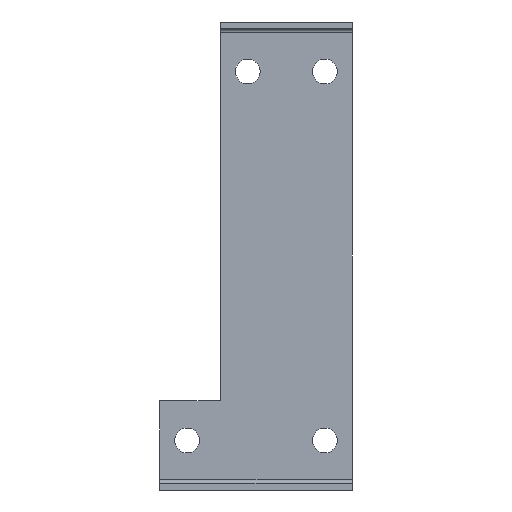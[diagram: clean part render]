
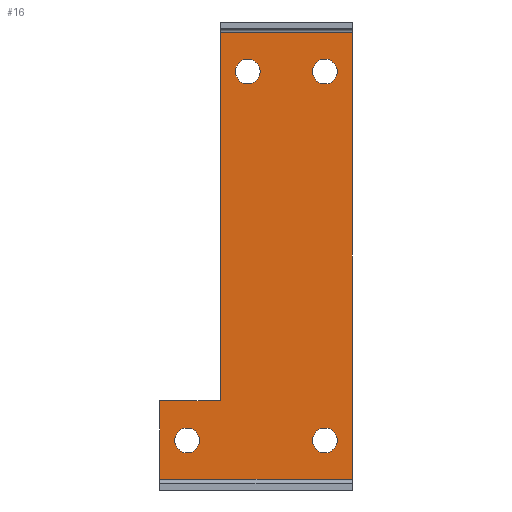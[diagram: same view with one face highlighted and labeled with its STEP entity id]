
A CAD part, front view. The second image highlights one B-rep face of the part: STEP entity #16.
In plain terms, the highlighted planar face has unit normal (0, -1, 0).
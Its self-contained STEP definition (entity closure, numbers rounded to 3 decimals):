
#11 = EDGE_CURVE ( 'NONE', #134, #1333, #32, .T. ) ;
#12 = FACE_OUTER_BOUND ( 'NONE', #898, .T. ) ;
#13 = VECTOR ( 'NONE', #289, 1000. ) ;
#16 = ADVANCED_FACE ( 'NONE', ( #931, #1311, #428, #57, #12 ), #1348, .T. ) ;
#17 = EDGE_CURVE ( 'NONE', #831, #1043, #1280, .T. ) ;
#18 = CARTESIAN_POINT ( 'NONE',  ( 0., 57.8, 0. ) ) ;
#21 = VERTEX_POINT ( 'NONE', #30 ) ;
#25 = DIRECTION ( 'NONE',  ( 0., 0., -1. ) ) ;
#30 = CARTESIAN_POINT ( 'NONE',  ( -2., 57.8, 10.05 ) ) ;
#32 = CIRCLE ( 'NONE', #1166, 2.25 ) ;
#37 = CARTESIAN_POINT ( 'NONE',  ( 4., 57.8, 15. ) ) ;
#45 = DIRECTION ( 'NONE',  ( 0., 0., -1. ) ) ;
#57 = FACE_BOUND ( 'NONE', #1396, .T. ) ;
#66 = ORIENTED_EDGE ( 'NONE', *, *, #69, .T. ) ;
#69 = EDGE_CURVE ( 'NONE', #1043, #831, #1193, .T. ) ;
#85 = CARTESIAN_POINT ( 'NONE',  ( -7., 57.8, 15. ) ) ;
#89 = LINE ( 'NONE', #862, #516 ) ;
#92 = AXIS2_PLACEMENT_3D ( 'NONE', #18, #1240, #1357 ) ;
#134 = VERTEX_POINT ( 'NONE', #1326 ) ;
#140 = CARTESIAN_POINT ( 'NONE',  ( 9., 57.8, 74.8 ) ) ;
#168 = CARTESIAN_POINT ( 'NONE',  ( 28., 57.8, 0. ) ) ;
#175 = EDGE_LOOP ( 'NONE', ( #477, #691 ) ) ;
#182 = DIRECTION ( 'NONE',  ( 1., 0., 0. ) ) ;
#201 = ORIENTED_EDGE ( 'NONE', *, *, #751, .F. ) ;
#225 = VERTEX_POINT ( 'NONE', #787 ) ;
#234 = VECTOR ( 'NONE', #696, 1000. ) ;
#240 = CARTESIAN_POINT ( 'NONE',  ( -2., 57.8, 5.55 ) ) ;
#258 = LINE ( 'NONE', #37, #13 ) ;
#263 = DIRECTION ( 'NONE',  ( 1., 0., 0. ) ) ;
#289 = DIRECTION ( 'NONE',  ( 0., 0., 1. ) ) ;
#300 = EDGE_LOOP ( 'NONE', ( #810, #916 ) ) ;
#302 = DIRECTION ( 'NONE',  ( 0., 0., 1. ) ) ;
#312 = CIRCLE ( 'NONE', #414, 2.25 ) ;
#380 = CIRCLE ( 'NONE', #438, 2.25 ) ;
#414 = AXIS2_PLACEMENT_3D ( 'NONE', #1243, #1131, #804 ) ;
#428 = FACE_BOUND ( 'NONE', #300, .T. ) ;
#438 = AXIS2_PLACEMENT_3D ( 'NONE', #1369, #791, #702 ) ;
#451 = VERTEX_POINT ( 'NONE', #1173 ) ;
#461 = CARTESIAN_POINT ( 'NONE',  ( 28., 57.8, 0.737 ) ) ;
#467 = CARTESIAN_POINT ( 'NONE',  ( 9., 57.8, 72.55 ) ) ;
#470 = DIRECTION ( 'NONE',  ( 0., 0., -1. ) ) ;
#474 = DIRECTION ( 'NONE',  ( 0., 1., 0. ) ) ;
#477 = ORIENTED_EDGE ( 'NONE', *, *, #720, .T. ) ;
#478 = CARTESIAN_POINT ( 'NONE',  ( 9., 57.8, 74.8 ) ) ;
#496 = DIRECTION ( 'NONE',  ( 0., 0., -1. ) ) ;
#503 = CARTESIAN_POINT ( 'NONE',  ( 9., 57.8, 77.05 ) ) ;
#516 = VECTOR ( 'NONE', #302, 1000. ) ;
#539 = LINE ( 'NONE', #168, #861 ) ;
#542 = VERTEX_POINT ( 'NONE', #85 ) ;
#549 = AXIS2_PLACEMENT_3D ( 'NONE', #1359, #695, #1355 ) ;
#551 = ORIENTED_EDGE ( 'NONE', *, *, #1194, .F. ) ;
#570 = VERTEX_POINT ( 'NONE', #1226 ) ;
#595 = CARTESIAN_POINT ( 'NONE',  ( -7., 57.8, 0.737 ) ) ;
#603 = VECTOR ( 'NONE', #263, 1000. ) ;
#607 = DIRECTION ( 'NONE',  ( 0., 1., 0. ) ) ;
#638 = VECTOR ( 'NONE', #182, 1000. ) ;
#669 = CARTESIAN_POINT ( 'NONE',  ( 23., 57.8, 74.8 ) ) ;
#691 = ORIENTED_EDGE ( 'NONE', *, *, #1102, .T. ) ;
#693 = DIRECTION ( 'NONE',  ( 0., 0., -1. ) ) ;
#695 = DIRECTION ( 'NONE',  ( 0., 1., 0. ) ) ;
#696 = DIRECTION ( 'NONE',  ( -1., 0., 0. ) ) ;
#698 = CARTESIAN_POINT ( 'NONE',  ( 4., 57.8, 81.863 ) ) ;
#700 = EDGE_CURVE ( 'NONE', #451, #1020, #1425, .T. ) ;
#702 = DIRECTION ( 'NONE',  ( 0., 0., -1. ) ) ;
#720 = EDGE_CURVE ( 'NONE', #21, #1346, #380, .T. ) ;
#746 = VERTEX_POINT ( 'NONE', #595 ) ;
#751 = EDGE_CURVE ( 'NONE', #570, #746, #1092, .T. ) ;
#760 = CIRCLE ( 'NONE', #1459, 2.25 ) ;
#775 = DIRECTION ( 'NONE',  ( 0., 1., 0. ) ) ;
#784 = ORIENTED_EDGE ( 'NONE', *, *, #1013, .F. ) ;
#787 = CARTESIAN_POINT ( 'NONE',  ( 4., 57.8, 81.863 ) ) ;
#791 = DIRECTION ( 'NONE',  ( 0., 1., 0. ) ) ;
#804 = DIRECTION ( 'NONE',  ( 0., 0., -1. ) ) ;
#810 = ORIENTED_EDGE ( 'NONE', *, *, #1337, .T. ) ;
#831 = VERTEX_POINT ( 'NONE', #503 ) ;
#848 = EDGE_CURVE ( 'NONE', #1431, #225, #258, .T. ) ;
#849 = CARTESIAN_POINT ( 'NONE',  ( -7., 57.8, 15. ) ) ;
#854 = ORIENTED_EDGE ( 'NONE', *, *, #700, .T. ) ;
#861 = VECTOR ( 'NONE', #45, 1000. ) ;
#862 = CARTESIAN_POINT ( 'NONE',  ( -7., 57.8, 15. ) ) ;
#866 = EDGE_CURVE ( 'NONE', #1081, #570, #539, .T. ) ;
#869 = ORIENTED_EDGE ( 'NONE', *, *, #17, .T. ) ;
#881 = ORIENTED_EDGE ( 'NONE', *, *, #848, .F. ) ;
#888 = EDGE_CURVE ( 'NONE', #542, #1431, #1198, .T. ) ;
#898 = EDGE_LOOP ( 'NONE', ( #1317, #784, #881, #1147, #551, #201 ) ) ;
#913 = DIRECTION ( 'NONE',  ( 0., 1., 0. ) ) ;
#916 = ORIENTED_EDGE ( 'NONE', *, *, #11, .T. ) ;
#920 = CARTESIAN_POINT ( 'NONE',  ( 23., 57.8, 5.55 ) ) ;
#931 = FACE_BOUND ( 'NONE', #175, .T. ) ;
#938 = CARTESIAN_POINT ( 'NONE',  ( -2., 57.8, 7.8 ) ) ;
#985 = AXIS2_PLACEMENT_3D ( 'NONE', #1115, #913, #470 ) ;
#1013 = EDGE_CURVE ( 'NONE', #225, #1081, #1299, .T. ) ;
#1020 = VERTEX_POINT ( 'NONE', #920 ) ;
#1043 = VERTEX_POINT ( 'NONE', #467 ) ;
#1081 = VERTEX_POINT ( 'NONE', #1402 ) ;
#1092 = LINE ( 'NONE', #461, #234 ) ;
#1102 = EDGE_CURVE ( 'NONE', #1346, #21, #760, .T. ) ;
#1115 = CARTESIAN_POINT ( 'NONE',  ( 23., 57.8, 7.8 ) ) ;
#1131 = DIRECTION ( 'NONE',  ( 0., 1., 0. ) ) ;
#1139 = CARTESIAN_POINT ( 'NONE',  ( 4., 57.8, 15. ) ) ;
#1147 = ORIENTED_EDGE ( 'NONE', *, *, #888, .F. ) ;
#1166 = AXIS2_PLACEMENT_3D ( 'NONE', #669, #775, #693 ) ;
#1173 = CARTESIAN_POINT ( 'NONE',  ( 23., 57.8, 10.05 ) ) ;
#1193 = CIRCLE ( 'NONE', #1441, 2.25 ) ;
#1194 = EDGE_CURVE ( 'NONE', #746, #542, #89, .T. ) ;
#1198 = LINE ( 'NONE', #849, #638 ) ;
#1226 = CARTESIAN_POINT ( 'NONE',  ( 28., 57.8, 0.737 ) ) ;
#1240 = DIRECTION ( 'NONE',  ( 0., -1., 0. ) ) ;
#1243 = CARTESIAN_POINT ( 'NONE',  ( 23., 57.8, 74.8 ) ) ;
#1272 = DIRECTION ( 'NONE',  ( 0., 1., 0. ) ) ;
#1277 = DIRECTION ( 'NONE',  ( 0., 0., -1. ) ) ;
#1280 = CIRCLE ( 'NONE', #1392, 2.25 ) ;
#1297 = CIRCLE ( 'NONE', #549, 2.25 ) ;
#1299 = LINE ( 'NONE', #698, #603 ) ;
#1311 = FACE_BOUND ( 'NONE', #1315, .T. ) ;
#1315 = EDGE_LOOP ( 'NONE', ( #869, #66 ) ) ;
#1317 = ORIENTED_EDGE ( 'NONE', *, *, #866, .F. ) ;
#1326 = CARTESIAN_POINT ( 'NONE',  ( 23., 57.8, 72.55 ) ) ;
#1333 = VERTEX_POINT ( 'NONE', #1461 ) ;
#1337 = EDGE_CURVE ( 'NONE', #1333, #134, #312, .T. ) ;
#1346 = VERTEX_POINT ( 'NONE', #240 ) ;
#1348 = PLANE ( 'NONE',  #92 ) ;
#1355 = DIRECTION ( 'NONE',  ( 0., 0., -1. ) ) ;
#1357 = DIRECTION ( 'NONE',  ( 0., 0., -1. ) ) ;
#1359 = CARTESIAN_POINT ( 'NONE',  ( 23., 57.8, 7.8 ) ) ;
#1369 = CARTESIAN_POINT ( 'NONE',  ( -2., 57.8, 7.8 ) ) ;
#1392 = AXIS2_PLACEMENT_3D ( 'NONE', #140, #607, #496 ) ;
#1396 = EDGE_LOOP ( 'NONE', ( #854, #1445 ) ) ;
#1402 = CARTESIAN_POINT ( 'NONE',  ( 28., 57.8, 81.863 ) ) ;
#1409 = EDGE_CURVE ( 'NONE', #1020, #451, #1297, .T. ) ;
#1425 = CIRCLE ( 'NONE', #985, 2.25 ) ;
#1431 = VERTEX_POINT ( 'NONE', #1139 ) ;
#1441 = AXIS2_PLACEMENT_3D ( 'NONE', #478, #474, #25 ) ;
#1445 = ORIENTED_EDGE ( 'NONE', *, *, #1409, .T. ) ;
#1459 = AXIS2_PLACEMENT_3D ( 'NONE', #938, #1272, #1277 ) ;
#1461 = CARTESIAN_POINT ( 'NONE',  ( 23., 57.8, 77.05 ) ) ;
